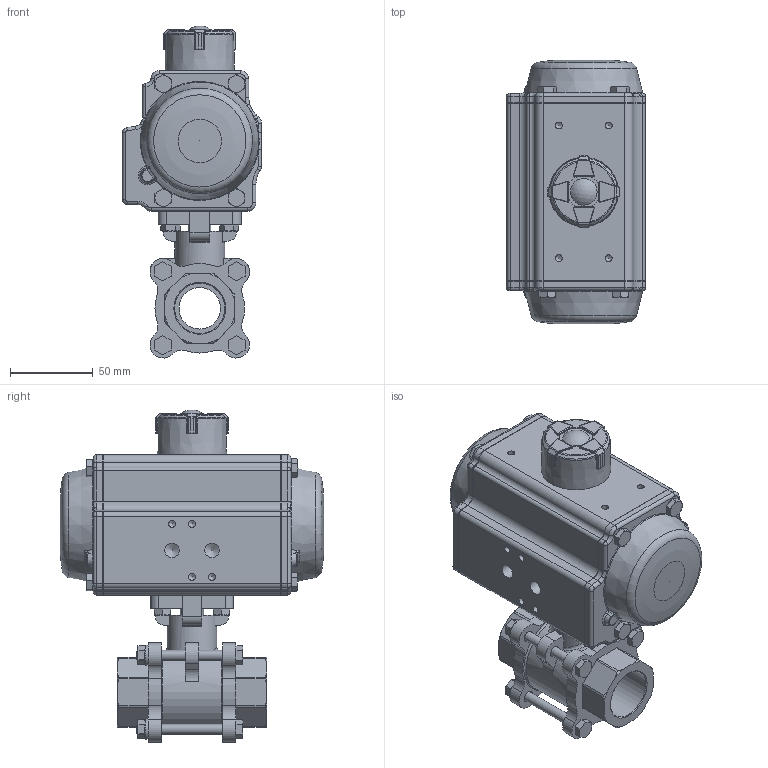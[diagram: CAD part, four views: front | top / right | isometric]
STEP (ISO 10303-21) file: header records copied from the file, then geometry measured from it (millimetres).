
FILE_DESCRIPTION(/* description */ ('Unknown'),/* implementation_level */ '2;1');
FILE_NAME(/* name */ 'FR02 9323-06',/* time_stamp */ '2022-10-25T08:48:01+02:00',/* author */ ('Unknown'),/* organization */ ('Unknown'),/* preprocessor_version */ 'ST-DEVELOPER v16.7',/* originating_system */ 'Solid Edge',/* authorisation */ 'Unknown');
FILE_SCHEMA (('AUTOMOTIVE_DESIGN {1 0 10303 214 3 1 1}'));
Length unit declared in the file: millimetre
Products named in the file (14): FR26-8.112.025; DIN 933 M6x18 A2-70 BLK_EDST; DW03_FR02_(DW36_FR26); KP-63; hexagon head bolts--product grade c gb_GB_FASTENER_BOLT_HHBC M6X30-N; cup head nib bolts with large head gb_GB_FASTENER_BOLT_CHNBW M6X25-N; _____________; ________(___________; ______; 8.112.025; 8.112.025 ; DIN558_M_6x60.1.3; DIN126-M6; DIN934-M6.1.1
Assembly tree (34 placements, depth 3):
  FR26-8.112.025
    DIN 933 M6x18 A2-70 BLK_EDST  x4
    DW03_FR02_(DW36_FR26)
      KP-63
      hexagon head bolts--product grade c gb_GB_FASTENER_BOLT_HHBC M6X30-N  x8
      cup head nib bolts with large head gb_GB_FASTENER_BOLT_CHNBW M6X25-N
      _____________  x2
      ________(___________  x2
      ______
    8.112.025
      8.112.025 
      DIN558_M_6x60.1.3  x4
      DIN126-M6  x4
      DIN934-M6.1.1  x4
Bounding box: 83.7 x 159 x 200.07 mm (x, y, z)
Volume: 1061948 mm3; surface area: 135145.9 mm2
Topology: 32 solids, 33 shells, 1368 faces, 3327 edges, 2047 vertices
Faces by surface type: plane 572, cylinder 391, cone 167, bspline 123, torus 104, sphere 11
Full cylindrical faces by diameter (mm): 2.325 x2, 3 x16, 3.3 x8, 4.2 x8, 4.66 x1, 5 x17, 6 x17, 6.2 x1, 6.6 x4, 6.8 x4, 7 x10, 8.8 x2, 10 x4, 12 x4, 14 x1, 15.8 x1, 20.2 x1, 25 x1, 25.5 x1, 28 x1, 30 x2, 30.291 x2, 38.5 x1, 50 x1
Entity records: 30402 total; most frequent: CARTESIAN_POINT 7883, DIRECTION 4353, ORIENTED_EDGE 4112, EDGE_CURVE 2056, AXIS2_PLACEMENT_3D 1716, VERTEX_POINT 1366, FACE_BOUND 1132, EDGE_LOOP 1107
